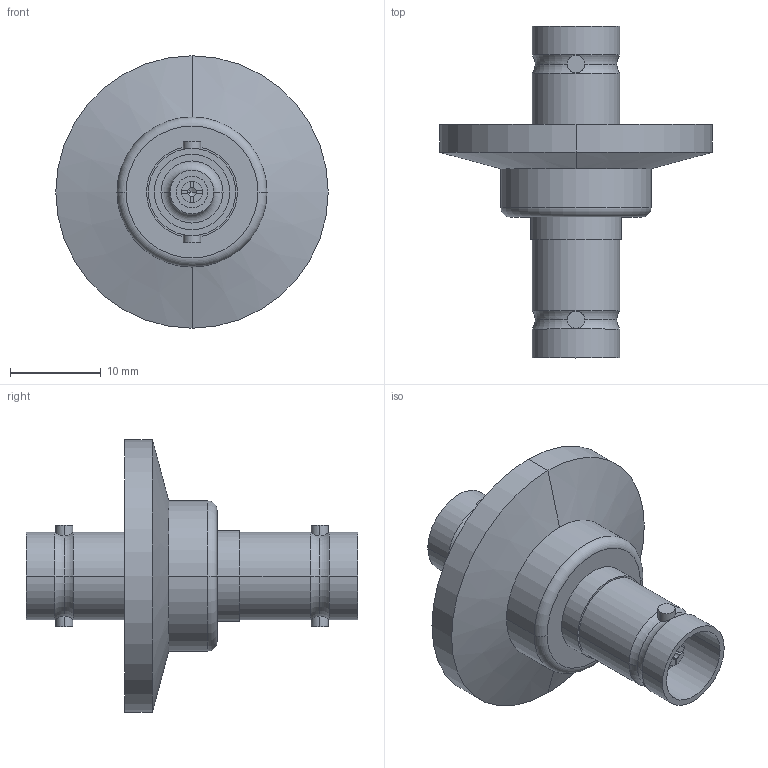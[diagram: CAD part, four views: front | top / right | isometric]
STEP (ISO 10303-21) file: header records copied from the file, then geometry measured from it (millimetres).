
FILE_DESCRIPTION (( 'STEP AP203' ), '1' );
FILE_NAME ('A12409-1.STEP', '2019-04-08T17:38:07', ( '' ), ( '' ), 'SwSTEP 2.0', 'SolidWorks 2019', '' );
FILE_SCHEMA (( 'CONFIG_CONTROL_DESIGN' ));
Length unit declared in the file: inch
Products named in the file (1): A12409-1
Bounding box: 29.97 x 36.5 x 29.97 mm (x, y, z)
Volume: 3374.2 mm3; surface area: 4874.7 mm2
Topology: 1 solids, 1 shells, 141 faces, 316 edges, 186 vertices
Faces by surface type: cylinder 66, plane 49, torus 20, cone 6
Entity records: 4097 total; most frequent: CARTESIAN_POINT 780, DIRECTION 764, ORIENTED_EDGE 624, AXIS2_PLACEMENT_3D 318, EDGE_CURVE 312, VERTEX_POINT 186, CIRCLE 176, EDGE_LOOP 154
